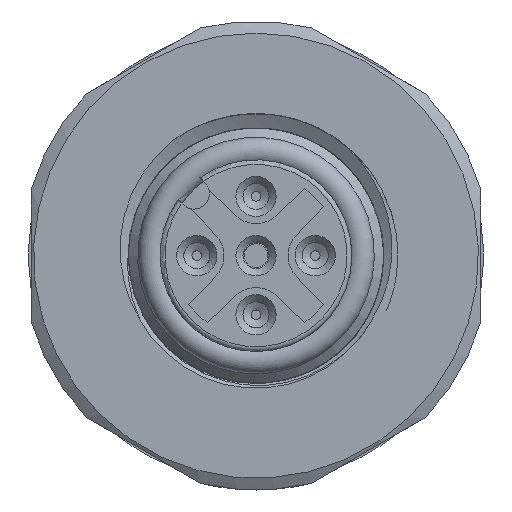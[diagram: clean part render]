
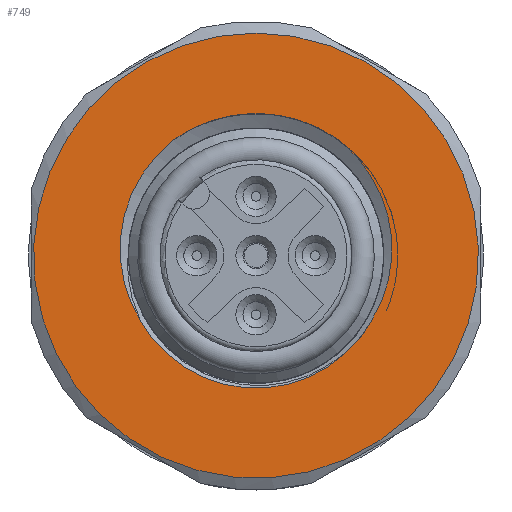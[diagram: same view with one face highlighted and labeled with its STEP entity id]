
A CAD part, left-side view. The second image highlights one B-rep face of the part: STEP entity #749.
In plain terms, the highlighted planar face has unit normal (-1, 0, 0).
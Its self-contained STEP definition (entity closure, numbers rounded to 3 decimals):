
#540=B_SPLINE_CURVE_WITH_KNOTS('',3,(#4595,#4596,#4597,#4598,#4599,#4600),
 .UNSPECIFIED.,.F.,.F.,(4,2,4),(0.,0.5,1.),.UNSPECIFIED.);
#541=B_SPLINE_CURVE_WITH_KNOTS('',3,(#4605,#4606,#4607,#4608,#4609,#4610),
 .UNSPECIFIED.,.F.,.F.,(4,2,4),(0.,0.5,1.),.UNSPECIFIED.);
#749=ADVANCED_FACE('',(#1042,#1043),#934,.T.);
#934=PLANE('',#3171);
#1042=FACE_BOUND('',#1178,.T.);
#1043=FACE_BOUND('',#1179,.T.);
#1178=EDGE_LOOP('',(#1456,#1457,#1458,#1459));
#1179=EDGE_LOOP('',(#1460));
#1456=ORIENTED_EDGE('',*,*,#2567,.F.);
#1457=ORIENTED_EDGE('',*,*,#2568,.F.);
#1458=ORIENTED_EDGE('',*,*,#2569,.F.);
#1459=ORIENTED_EDGE('',*,*,#2570,.T.);
#1460=ORIENTED_EDGE('',*,*,#2571,.T.);
#2279=VERTEX_POINT('',#4601);
#2280=VERTEX_POINT('',#4602);
#2281=VERTEX_POINT('',#4604);
#2282=VERTEX_POINT('',#4611);
#2283=VERTEX_POINT('',#4614);
#2567=EDGE_CURVE('',#2279,#2280,#540,.T.);
#2568=EDGE_CURVE('',#2281,#2279,#2971,.T.);
#2569=EDGE_CURVE('',#2282,#2281,#541,.T.);
#2570=EDGE_CURVE('',#2282,#2280,#2972,.T.);
#2571=EDGE_CURVE('',#2283,#2283,#2973,.T.);
#2971=CIRCLE('',#3168,6.);
#2972=CIRCLE('',#3169,5.6);
#2973=CIRCLE('',#3170,9.4);
#3168=AXIS2_PLACEMENT_3D('',#4603,#3587,#3588);
#3169=AXIS2_PLACEMENT_3D('',#4612,#3589,#3590);
#3170=AXIS2_PLACEMENT_3D('',#4613,#3591,#3592);
#3171=AXIS2_PLACEMENT_3D('',#4615,#3593,#3594);
#3587=DIRECTION('',(-1.,0.,0.));
#3588=DIRECTION('',(0.,0.,1.));
#3589=DIRECTION('',(1.,0.,0.));
#3590=DIRECTION('',(0.,0.,1.));
#3591=DIRECTION('',(-1.,0.,0.));
#3592=DIRECTION('',(0.,0.,1.));
#3593=DIRECTION('',(-1.,0.,0.));
#3594=DIRECTION('',(0.,0.,1.));
#4595=CARTESIAN_POINT('',(5.5,3.521,4.858));
#4596=CARTESIAN_POINT('',(5.5,4.627,3.977));
#4597=CARTESIAN_POINT('',(5.5,5.396,2.702));
#4598=CARTESIAN_POINT('',(5.5,5.905,-0.056));
#4599=CARTESIAN_POINT('',(5.5,5.633,-1.536));
#4600=CARTESIAN_POINT('',(5.5,4.893,-2.723));
#4601=CARTESIAN_POINT('',(5.5,3.521,4.858));
#4602=CARTESIAN_POINT('',(5.5,4.893,-2.723));
#4603=CARTESIAN_POINT('',(5.5,0.,0.));
#4604=CARTESIAN_POINT('',(5.5,-3.521,4.858));
#4605=CARTESIAN_POINT('',(5.5,-4.893,-2.723));
#4606=CARTESIAN_POINT('',(5.5,-5.643,-1.521));
#4607=CARTESIAN_POINT('',(5.5,-5.905,-0.055));
#4608=CARTESIAN_POINT('',(5.5,-5.395,2.704));
#4609=CARTESIAN_POINT('',(5.5,-4.628,3.976));
#4610=CARTESIAN_POINT('',(5.5,-3.521,4.858));
#4611=CARTESIAN_POINT('',(5.5,-4.893,-2.723));
#4612=CARTESIAN_POINT('',(5.5,0.,0.));
#4613=CARTESIAN_POINT('',(5.5,0.,0.));
#4614=CARTESIAN_POINT('',(5.5,0.,9.4));
#4615=CARTESIAN_POINT('',(5.5,0.,0.));
